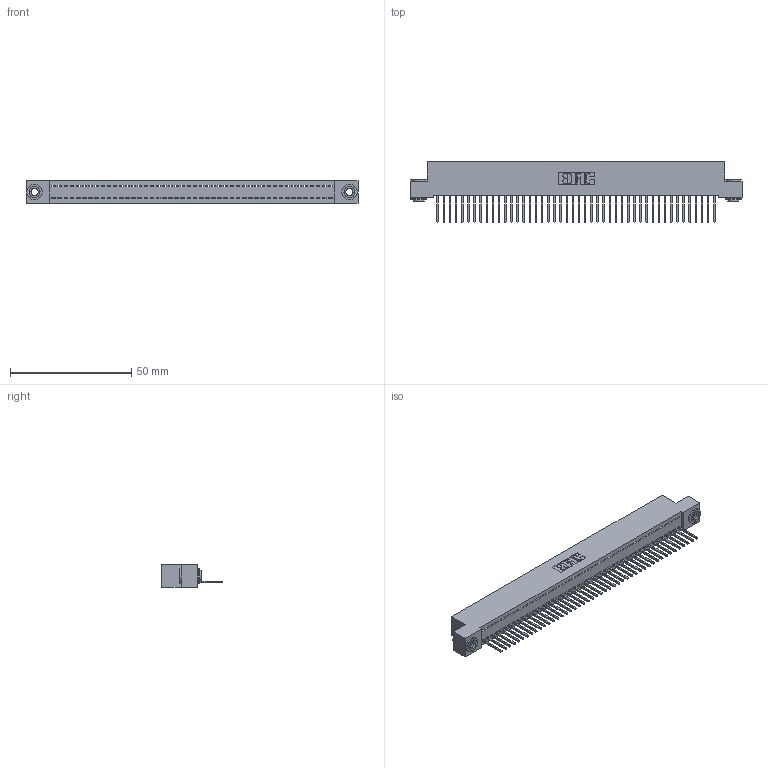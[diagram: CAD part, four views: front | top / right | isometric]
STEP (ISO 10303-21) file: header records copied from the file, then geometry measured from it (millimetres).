
FILE_DESCRIPTION (( 'STEP AP203' ), '1' );
FILE_NAME ('392-046-523-103.STEP', '2019-10-07T23:26:24', ( '' ), ( '' ), 'SwSTEP 2.0', 'SolidWorks 2016', '' );
FILE_SCHEMA (( 'CONFIG_CONTROL_DESIGN' ));
Length unit declared in the file: inch
Products named in the file (4): 342-250-002_345-250-002-102; 392-046-523-103; 342 Part_.156 TH; 345-292-001_345-293-123
Assembly tree (49 placements, depth 2):
  392-046-523-103
    342 Part_.156 TH
    345-292-001_345-293-123  x46
    342-250-002_345-250-002-102  x2
Bounding box: 137.16 x 25.15 x 9.4 mm (x, y, z)
Volume: 12045.9 mm3; surface area: 18033.6 mm2
Topology: 49 solids, 49 shells, 2816 faces, 8471 edges, 5582 vertices
Faces by surface type: plane 2008, cylinder 800, cone 8
Entity records: 28140 total; most frequent: CARTESIAN_POINT 4831, ORIENTED_EDGE 4806, DIRECTION 4101, EDGE_CURVE 2403, VECTOR 2251, LINE 2251, VERTEX_POINT 1598, AXIS2_PLACEMENT_3D 925
